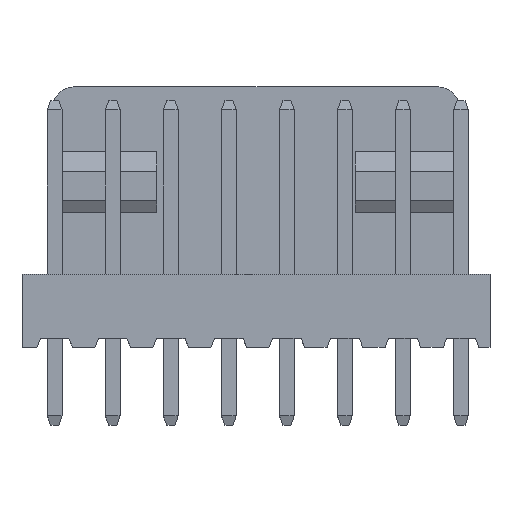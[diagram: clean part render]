
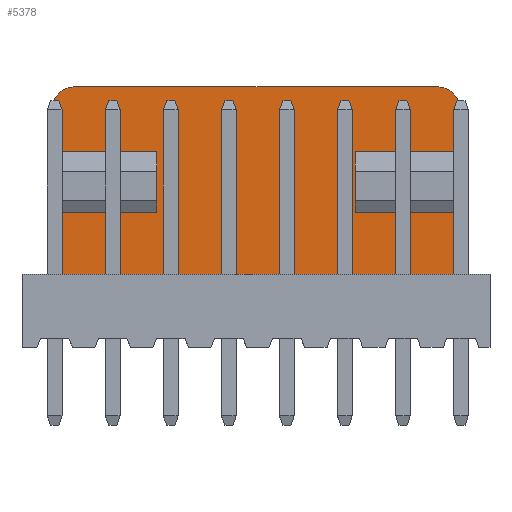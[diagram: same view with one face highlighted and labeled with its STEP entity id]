
A CAD part, top view. The second image highlights one B-rep face of the part: STEP entity #5378.
In plain terms, the highlighted planar face has unit normal (0, 0, 1).
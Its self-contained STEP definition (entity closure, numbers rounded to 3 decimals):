
#538 = EDGE_CURVE ( 'NONE', #5012, #5117, #1699, .T. ) ;
#539 = EDGE_CURVE ( 'NONE', #5012, #5093, #1695, .T. ) ;
#540 = EDGE_CURVE ( 'NONE', #5152, #5086, #1702, .T. ) ;
#541 = EDGE_CURVE ( 'NONE', #5017, #5097, #1704, .T. ) ;
#542 = EDGE_CURVE ( 'NONE', #5060, #5097, #1706, .T. ) ;
#543 = EDGE_CURVE ( 'NONE', #5060, #3790, #1708, .T. ) ;
#544 = EDGE_CURVE ( 'NONE', #5141, #5117, #1710, .T. ) ;
#545 = EDGE_CURVE ( 'NONE', #5141, #5019, #1712, .T. ) ;
#546 = EDGE_CURVE ( 'NONE', #5027, #5019, #1714, .T. ) ;
#547 = EDGE_CURVE ( 'NONE', #5090, #5209, #1715, .T. ) ;
#553 = EDGE_CURVE ( 'NONE', #3790, #5090, #1727, .T. ) ;
#555 = EDGE_CURVE ( 'NONE', #5027, #5209, #1731, .T. ) ;
#575 = EDGE_CURVE ( 'NONE', #5086, #5093, #1753, .T. ) ;
#578 = EDGE_CURVE ( 'NONE', #5152, #5017, #1771, .T. ) ;
#979 = AXIS2_PLACEMENT_3D ( 'NONE', #2599, #2600, #2601 ) ;
#981 = AXIS2_PLACEMENT_3D ( 'NONE', #2614, #2615, #2616 ) ;
#1060 = AXIS2_PLACEMENT_3D ( 'NONE', #3753, #3759, #3760 ) ;
#1695 = LINE ( 'NONE', #2598, #1703 ) ;
#1699 = CIRCLE ( 'NONE', #979, 1. ) ;
#1702 = LINE ( 'NONE', #2602, #1705 ) ;
#1703 = VECTOR ( 'NONE', #2591, 1000. ) ;
#1704 = LINE ( 'NONE', #2604, #1707 ) ;
#1705 = VECTOR ( 'NONE', #2603, 1000. ) ;
#1706 = LINE ( 'NONE', #2606, #1709 ) ;
#1707 = VECTOR ( 'NONE', #2605, 1000. ) ;
#1708 = LINE ( 'NONE', #2608, #1711 ) ;
#1709 = VECTOR ( 'NONE', #2607, 1000. ) ;
#1710 = LINE ( 'NONE', #2610, #1713 ) ;
#1711 = VECTOR ( 'NONE', #2609, 1000. ) ;
#1712 = CIRCLE ( 'NONE', #981, 1. ) ;
#1713 = VECTOR ( 'NONE', #2611, 1000. ) ;
#1714 = LINE ( 'NONE', #2597, #1716 ) ;
#1715 = LINE ( 'NONE', #2617, #1718 ) ;
#1716 = VECTOR ( 'NONE', #2596, 1000. ) ;
#1718 = VECTOR ( 'NONE', #2619, 1000. ) ;
#1727 = LINE ( 'NONE', #2629, #1730 ) ;
#1730 = VECTOR ( 'NONE', #2631, 1000. ) ;
#1731 = LINE ( 'NONE', #2633, #1734 ) ;
#1734 = VECTOR ( 'NONE', #2634, 1000. ) ;
#1753 = LINE ( 'NONE', #2652, #1774 ) ;
#1771 = LINE ( 'NONE', #2655, #1780 ) ;
#1774 = VECTOR ( 'NONE', #2674, 1000. ) ;
#1780 = VECTOR ( 'NONE', #2680, 1000. ) ;
#2010 = FACE_OUTER_BOUND ( 'NONE', #5204, .T. ) ;
#2591 = DIRECTION ( 'NONE',  ( 0., -1., 0. ) ) ;
#2596 = DIRECTION ( 'NONE',  ( 0., 1., 0. ) ) ;
#2597 = CARTESIAN_POINT ( 'NONE',  ( 17.463, 53.751, -4.64 ) ) ;
#2598 = CARTESIAN_POINT ( 'NONE',  ( 35.343, 53.751, -4.64 ) ) ;
#2599 = CARTESIAN_POINT ( 'NONE',  ( 34.343, 52.751, -4.64 ) ) ;
#2600 = DIRECTION ( 'NONE',  ( 0., 0., 1. ) ) ;
#2601 = DIRECTION ( 'NONE',  ( 1., 0., 0. ) ) ;
#2602 = CARTESIAN_POINT ( 'NONE',  ( 30.743, 36.846, -4.64 ) ) ;
#2603 = DIRECTION ( 'NONE',  ( 0., 1., 0. ) ) ;
#2604 = CARTESIAN_POINT ( 'NONE',  ( 35.343, 48.254, -4.64 ) ) ;
#2605 = DIRECTION ( 'NONE',  ( 0., -1., 0. ) ) ;
#2606 = CARTESIAN_POINT ( 'NONE',  ( 16.163, 45.547, -4.64 ) ) ;
#2607 = DIRECTION ( 'NONE',  ( 1., 0., 0. ) ) ;
#2608 = CARTESIAN_POINT ( 'NONE',  ( 17.463, 48.254, -4.64 ) ) ;
#2609 = DIRECTION ( 'NONE',  ( 0., 1., 0. ) ) ;
#2610 = CARTESIAN_POINT ( 'NONE',  ( 16.163, 53.751, -4.64 ) ) ;
#2611 = DIRECTION ( 'NONE',  ( 1., 0., 0. ) ) ;
#2614 = CARTESIAN_POINT ( 'NONE',  ( 18.463, 52.751, -4.64 ) ) ;
#2615 = DIRECTION ( 'NONE',  ( 0., 0., 1. ) ) ;
#2616 = DIRECTION ( 'NONE',  ( 1., 0., 0. ) ) ;
#2617 = CARTESIAN_POINT ( 'NONE',  ( 22.063, 36.846, -4.64 ) ) ;
#2619 = DIRECTION ( 'NONE',  ( 0., 1., 0. ) ) ;
#2629 = CARTESIAN_POINT ( 'NONE',  ( 16.163, 48.254, -4.64 ) ) ;
#2631 = DIRECTION ( 'NONE',  ( 1., 0., 0. ) ) ;
#2633 = CARTESIAN_POINT ( 'NONE',  ( 16.163, 50.926, -4.64 ) ) ;
#2634 = DIRECTION ( 'NONE',  ( 1., 0., 0. ) ) ;
#2652 = CARTESIAN_POINT ( 'NONE',  ( 16.163, 50.926, -4.64 ) ) ;
#2655 = CARTESIAN_POINT ( 'NONE',  ( 16.163, 48.254, -4.64 ) ) ;
#2674 = DIRECTION ( 'NONE',  ( 1., 0., 0. ) ) ;
#2680 = DIRECTION ( 'NONE',  ( 1., 0., 0. ) ) ;
#2900 = CARTESIAN_POINT ( 'NONE',  ( 17.463, 48.254, -4.64 ) ) ;
#3571 = CARTESIAN_POINT ( 'NONE',  ( 35.343, 52.751, -4.64 ) ) ;
#3576 = CARTESIAN_POINT ( 'NONE',  ( 35.343, 48.254, -4.64 ) ) ;
#3578 = CARTESIAN_POINT ( 'NONE',  ( 17.463, 52.751, -4.64 ) ) ;
#3579 = CARTESIAN_POINT ( 'NONE',  ( 17.463, 45.547, -4.64 ) ) ;
#3581 = CARTESIAN_POINT ( 'NONE',  ( 17.463, 50.926, -4.64 ) ) ;
#3583 = CARTESIAN_POINT ( 'NONE',  ( 22.063, 48.254, -4.64 ) ) ;
#3584 = CARTESIAN_POINT ( 'NONE',  ( 30.743, 50.926, -4.64 ) ) ;
#3585 = CARTESIAN_POINT ( 'NONE',  ( 35.343, 50.926, -4.64 ) ) ;
#3586 = CARTESIAN_POINT ( 'NONE',  ( 35.343, 45.547, -4.64 ) ) ;
#3588 = CARTESIAN_POINT ( 'NONE',  ( 18.463, 53.751, -4.64 ) ) ;
#3591 = CARTESIAN_POINT ( 'NONE',  ( 34.343, 53.751, -4.64 ) ) ;
#3595 = CARTESIAN_POINT ( 'NONE',  ( 22.063, 50.926, -4.64 ) ) ;
#3597 = CARTESIAN_POINT ( 'NONE',  ( 30.743, 48.254, -4.64 ) ) ;
#3750 = PLANE ( 'NONE',  #1060 ) ;
#3753 = CARTESIAN_POINT ( 'NONE',  ( 16.163, 53.751, -4.64 ) ) ;
#3759 = DIRECTION ( 'NONE',  ( 0., 0., 1. ) ) ;
#3760 = DIRECTION ( 'NONE',  ( 1., 0., 0. ) ) ;
#3790 = VERTEX_POINT ( 'NONE', #2900 ) ;
#4299 = ORIENTED_EDGE ( 'NONE', *, *, #538, .T. ) ;
#4306 = ORIENTED_EDGE ( 'NONE', *, *, #575, .T. ) ;
#4336 = ORIENTED_EDGE ( 'NONE', *, *, #544, .F. ) ;
#4337 = ORIENTED_EDGE ( 'NONE', *, *, #546, .F. ) ;
#4354 = ORIENTED_EDGE ( 'NONE', *, *, #547, .F. ) ;
#4378 = ORIENTED_EDGE ( 'NONE', *, *, #555, .T. ) ;
#4416 = ORIENTED_EDGE ( 'NONE', *, *, #541, .F. ) ;
#4436 = ORIENTED_EDGE ( 'NONE', *, *, #545, .T. ) ;
#4460 = ORIENTED_EDGE ( 'NONE', *, *, #542, .T. ) ;
#4461 = ORIENTED_EDGE ( 'NONE', *, *, #539, .F. ) ;
#4481 = ORIENTED_EDGE ( 'NONE', *, *, #553, .F. ) ;
#4492 = ORIENTED_EDGE ( 'NONE', *, *, #543, .F. ) ;
#4517 = ORIENTED_EDGE ( 'NONE', *, *, #540, .T. ) ;
#4549 = ORIENTED_EDGE ( 'NONE', *, *, #578, .F. ) ;
#5012 = VERTEX_POINT ( 'NONE', #3571 ) ;
#5017 = VERTEX_POINT ( 'NONE', #3576 ) ;
#5019 = VERTEX_POINT ( 'NONE', #3578 ) ;
#5027 = VERTEX_POINT ( 'NONE', #3581 ) ;
#5060 = VERTEX_POINT ( 'NONE', #3579 ) ;
#5086 = VERTEX_POINT ( 'NONE', #3584 ) ;
#5090 = VERTEX_POINT ( 'NONE', #3583 ) ;
#5093 = VERTEX_POINT ( 'NONE', #3585 ) ;
#5097 = VERTEX_POINT ( 'NONE', #3586 ) ;
#5117 = VERTEX_POINT ( 'NONE', #3591 ) ;
#5141 = VERTEX_POINT ( 'NONE', #3588 ) ;
#5152 = VERTEX_POINT ( 'NONE', #3597 ) ;
#5204 = EDGE_LOOP ( 'NONE', ( #4336, #4436, #4337, #4378, #4354, #4481, #4492, #4460, #4416, #4549, #4517, #4306, #4461, #4299 ) ) ;
#5209 = VERTEX_POINT ( 'NONE', #3595 ) ;
#5378 = ADVANCED_FACE ( 'NONE', ( #2010 ), #3750, .T. ) ;
